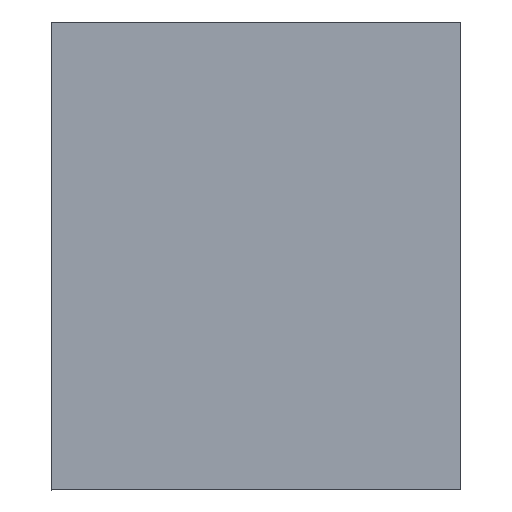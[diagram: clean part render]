
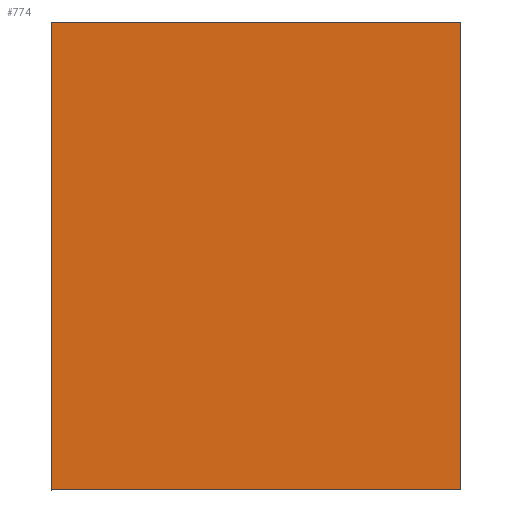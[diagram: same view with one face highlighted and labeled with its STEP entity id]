
A CAD part, top view. The second image highlights one B-rep face of the part: STEP entity #774.
In plain terms, the highlighted planar face has unit normal (0, 0, 1).
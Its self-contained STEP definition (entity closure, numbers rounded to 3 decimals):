
#74=FACE_OUTER_BOUND('',#126,.T.);
#126=EDGE_LOOP('',(#611,#612,#613,#614));
#203=LINE('',#1208,#291);
#206=LINE('',#1213,#294);
#208=LINE('',#1217,#296);
#211=LINE('',#1221,#299);
#291=VECTOR('',#973,10.);
#294=VECTOR('',#978,10.);
#296=VECTOR('',#982,10.);
#299=VECTOR('',#987,10.);
#372=VERTEX_POINT('',#1205);
#373=VERTEX_POINT('',#1207);
#374=VERTEX_POINT('',#1212);
#375=VERTEX_POINT('',#1216);
#455=EDGE_CURVE('',#373,#372,#203,.T.);
#458=EDGE_CURVE('',#374,#373,#206,.T.);
#460=EDGE_CURVE('',#375,#374,#208,.T.);
#463=EDGE_CURVE('',#372,#375,#211,.T.);
#611=ORIENTED_EDGE('',*,*,#463,.T.);
#612=ORIENTED_EDGE('',*,*,#460,.T.);
#613=ORIENTED_EDGE('',*,*,#458,.T.);
#614=ORIENTED_EDGE('',*,*,#455,.T.);
#729=PLANE('',#838);
#774=ADVANCED_FACE('',(#74),#729,.T.);
#838=AXIS2_PLACEMENT_3D('',#1222,#988,#989);
#973=DIRECTION('',(-1.,0.,0.));
#978=DIRECTION('',(0.,1.,0.));
#982=DIRECTION('',(1.,0.,0.));
#987=DIRECTION('',(0.,-1.,0.));
#988=DIRECTION('center_axis',(0.,0.,
1.));
#989=DIRECTION('ref_axis',(-1.,0.,0.));
#1205=CARTESIAN_POINT('',(-9.731,38.03,13.905));
#1207=CARTESIAN_POINT('',(67.324,38.03,13.905));
#1208=CARTESIAN_POINT('',(-9.731,38.03,13.905));
#1212=CARTESIAN_POINT('',(67.324,-49.953,13.905));
#1213=CARTESIAN_POINT('',(67.324,38.03,13.905));
#1216=CARTESIAN_POINT('',(-9.731,-49.953,13.905));
#1217=CARTESIAN_POINT('',(67.324,-49.953,13.905));
#1221=CARTESIAN_POINT('',(-9.731,-49.953,13.905));
#1222=CARTESIAN_POINT('Origin',(28.797,-5.961,13.905));
